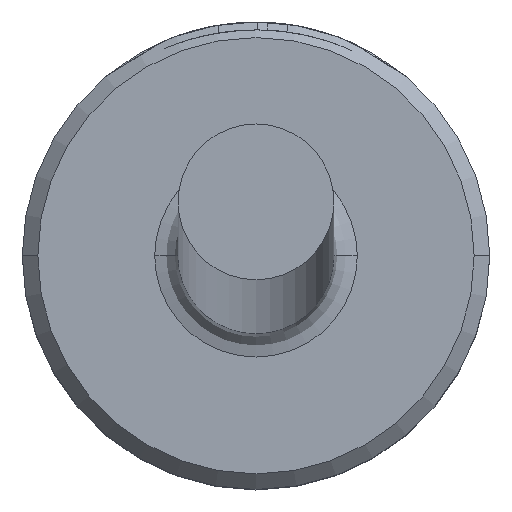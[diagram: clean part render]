
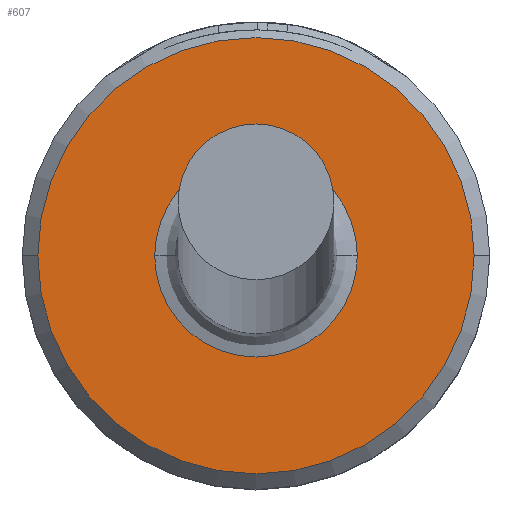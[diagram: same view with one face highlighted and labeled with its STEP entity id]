
A CAD part, top view. The second image highlights one B-rep face of the part: STEP entity #607.
In plain terms, the highlighted planar face has unit normal (0, 0, 1).
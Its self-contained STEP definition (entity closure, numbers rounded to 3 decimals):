
#56 = DIRECTION ( 'NONE',  ( 0., 0., -1. ) ) ;
#72 = AXIS2_PLACEMENT_3D ( 'NONE', #920, #382, #1011 ) ;
#104 = EDGE_LOOP ( 'NONE', ( #737, #190 ) ) ;
#147 = CIRCLE ( 'NONE', #72, 2.8 ) ;
#168 = EDGE_CURVE ( 'NONE', #1163, #502, #770, .T. ) ;
#190 = ORIENTED_EDGE ( 'NONE', *, *, #778, .T. ) ;
#191 = VERTEX_POINT ( 'NONE', #844 ) ;
#206 = DIRECTION ( 'NONE',  ( 0., 0., 1. ) ) ;
#240 = VERTEX_POINT ( 'NONE', #610 ) ;
#314 = ORIENTED_EDGE ( 'NONE', *, *, #168, .T. ) ;
#363 = FACE_OUTER_BOUND ( 'NONE', #750, .T. ) ;
#382 = DIRECTION ( 'NONE',  ( 0., 0., 1. ) ) ;
#467 = CIRCLE ( 'NONE', #632, 1.3 ) ;
#487 = DIRECTION ( 'NONE',  ( 1., 0., 0. ) ) ;
#491 = DIRECTION ( 'NONE',  ( 0., 0., 1. ) ) ;
#502 = VERTEX_POINT ( 'NONE', #1002 ) ;
#507 = AXIS2_PLACEMENT_3D ( 'NONE', #763, #206, #854 ) ;
#516 = DIRECTION ( 'NONE',  ( 0., 0., -1. ) ) ;
#547 = EDGE_CURVE ( 'NONE', #502, #1163, #147, .T. ) ;
#565 = CARTESIAN_POINT ( 'NONE',  ( 0., 0., 4. ) ) ;
#591 = ORIENTED_EDGE ( 'NONE', *, *, #547, .T. ) ;
#607 = ADVANCED_FACE ( 'NONE', ( #363, #799 ), #766, .T. ) ;
#609 = CARTESIAN_POINT ( 'NONE',  ( 0., 0., 4. ) ) ;
#610 = CARTESIAN_POINT ( 'NONE',  ( -1.3, 0., 4. ) ) ;
#632 = AXIS2_PLACEMENT_3D ( 'NONE', #1033, #516, #1117 ) ;
#704 = DIRECTION ( 'NONE',  ( -1., 0., 0. ) ) ;
#737 = ORIENTED_EDGE ( 'NONE', *, *, #790, .T. ) ;
#750 = EDGE_LOOP ( 'NONE', ( #591, #314 ) ) ;
#763 = CARTESIAN_POINT ( 'NONE',  ( 0., 0., 4. ) ) ;
#766 = PLANE ( 'NONE',  #507 ) ;
#770 = CIRCLE ( 'NONE', #1053, 2.8 ) ;
#778 = EDGE_CURVE ( 'NONE', #191, #240, #467, .T. ) ;
#790 = EDGE_CURVE ( 'NONE', #240, #191, #1105, .T. ) ;
#799 = FACE_BOUND ( 'NONE', #104, .T. ) ;
#844 = CARTESIAN_POINT ( 'NONE',  ( 1.3, 0., 4. ) ) ;
#854 = DIRECTION ( 'NONE',  ( 1., 0., 0. ) ) ;
#920 = CARTESIAN_POINT ( 'NONE',  ( 0., 0., 4. ) ) ;
#974 = CARTESIAN_POINT ( 'NONE',  ( 2.8, 0., 4. ) ) ;
#978 = AXIS2_PLACEMENT_3D ( 'NONE', #609, #56, #704 ) ;
#1002 = CARTESIAN_POINT ( 'NONE',  ( -2.8, 0., 4. ) ) ;
#1011 = DIRECTION ( 'NONE',  ( 1., 0., 0. ) ) ;
#1033 = CARTESIAN_POINT ( 'NONE',  ( 0., 0., 4. ) ) ;
#1053 = AXIS2_PLACEMENT_3D ( 'NONE', #565, #491, #487 ) ;
#1105 = CIRCLE ( 'NONE', #978, 1.3 ) ;
#1117 = DIRECTION ( 'NONE',  ( -1., 0., 0. ) ) ;
#1163 = VERTEX_POINT ( 'NONE', #974 ) ;
